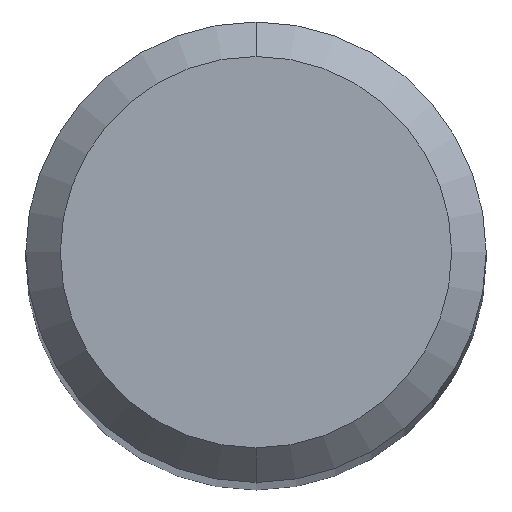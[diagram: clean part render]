
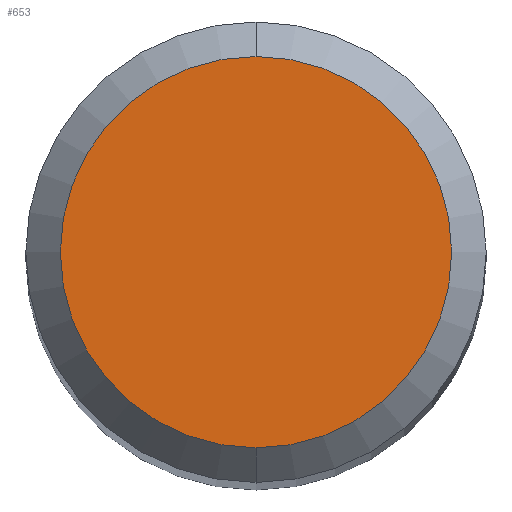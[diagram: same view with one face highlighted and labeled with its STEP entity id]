
A CAD part, top view. The second image highlights one B-rep face of the part: STEP entity #653.
In plain terms, the highlighted planar face has unit normal (0, 0, 1).
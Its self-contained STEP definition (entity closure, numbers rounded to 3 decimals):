
#477=VERTEX_POINT('',#1166);
#543=VERTEX_POINT('',#1240);
#653=ADVANCED_FACE('',(#1359),#1360,.T.);
#685=EDGE_CURVE('',#477,#543,#1394,.T.);
#825=EDGE_CURVE('',#543,#477,#1548,.T.);
#1166=CARTESIAN_POINT('',(0.,-1.7,0.0));
#1240=CARTESIAN_POINT('',(0.0,1.7,0.0));
#1359=FACE_OUTER_BOUND('',#3539,.T.);
#1360=PLANE('',#3540);
#1394=CIRCLE('',#3673,1.7);
#1548=CIRCLE('',#4111,1.7);
#3539=EDGE_LOOP('',(#5123,#5124));
#3540=AXIS2_PLACEMENT_3D('',#5125,#5126,#5127);
#3673=AXIS2_PLACEMENT_3D('',#5146,#5147,#5148);
#4111=AXIS2_PLACEMENT_3D('',#5355,#5356,#5357);
#5123=ORIENTED_EDGE('',*,*,#825,.F.);
#5124=ORIENTED_EDGE('',*,*,#685,.F.);
#5125=CARTESIAN_POINT('',(0.0,0.85,0.0));
#5126=DIRECTION('',(-0.0,0.0,1.0));
#5127=DIRECTION('',(0.0,-1.0,0.0));
#5146=CARTESIAN_POINT('',(0.0,0.0,0.0));
#5147=DIRECTION('',(0.0,0.0,-1.0));
#5148=DIRECTION('',(0.0,1.0,0.0));
#5355=CARTESIAN_POINT('',(0.0,0.0,0.0));
#5356=DIRECTION('',(0.0,0.0,-1.0));
#5357=DIRECTION('',(0.0,1.0,0.0));
